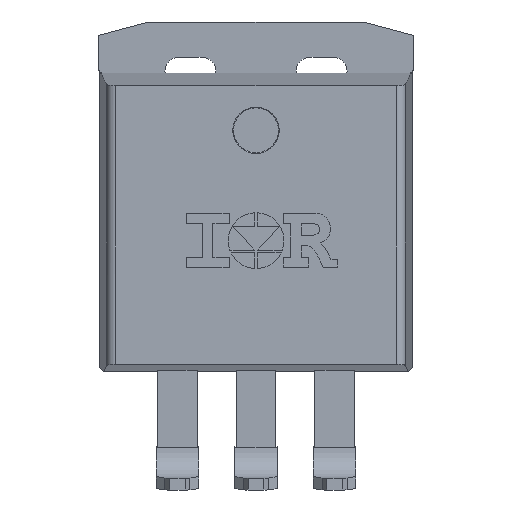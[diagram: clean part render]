
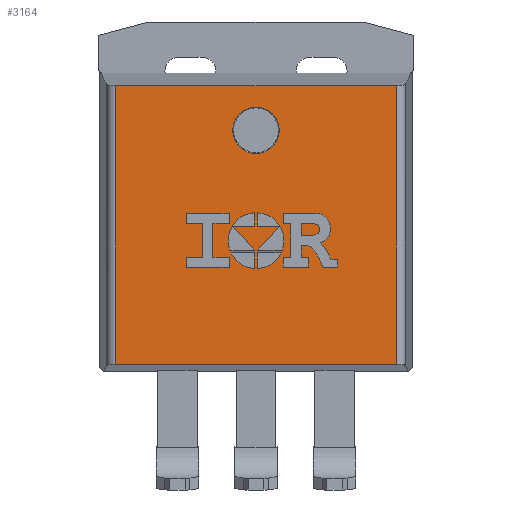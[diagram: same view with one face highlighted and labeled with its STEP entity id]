
A CAD part, left-side view. The second image highlights one B-rep face of the part: STEP entity #3164.
In plain terms, the highlighted planar face has unit normal (-1, 0, 0).
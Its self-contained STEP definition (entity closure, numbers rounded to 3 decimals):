
#62=FACE_BOUND('',#506,.T.);
#157=PLANE('',#3420);
#325=FACE_OUTER_BOUND('',#505,.T.);
#505=EDGE_LOOP('',(#2745,#2746,#2747,#2748));
#506=EDGE_LOOP('',(#2749));
#810=LINE('',#5060,#1166);
#812=LINE('',#5066,#1168);
#813=LINE('',#5068,#1169);
#814=LINE('',#5069,#1170);
#1166=VECTOR('',#4138,1000.);
#1168=VECTOR('',#4144,1000.);
#1169=VECTOR('',#4145,1000.);
#1170=VECTOR('',#4146,1000.);
#1331=CIRCLE('',#3416,0.75);
#1560=VERTEX_POINT('',#5048);
#1564=VERTEX_POINT('',#5057);
#1565=VERTEX_POINT('',#5059);
#1567=VERTEX_POINT('',#5065);
#1568=VERTEX_POINT('',#5067);
#1968=EDGE_CURVE('',#1560,#1560,#1331,.T.);
#1972=EDGE_CURVE('',#1564,#1565,#810,.T.);
#1975=EDGE_CURVE('',#1564,#1567,#812,.T.);
#1976=EDGE_CURVE('',#1567,#1568,#813,.T.);
#1977=EDGE_CURVE('',#1568,#1565,#814,.T.);
#2745=ORIENTED_EDGE('',*,*,#1972,.F.);
#2746=ORIENTED_EDGE('',*,*,#1975,.T.);
#2747=ORIENTED_EDGE('',*,*,#1976,.T.);
#2748=ORIENTED_EDGE('',*,*,#1977,.T.);
#2749=ORIENTED_EDGE('',*,*,#1968,.F.);
#3164=ADVANCED_FACE('',(#325,#62),#157,.T.);
#3416=AXIS2_PLACEMENT_3D('',#5050,#4130,#4131);
#3420=AXIS2_PLACEMENT_3D('',#5064,#4142,#4143);
#4130=DIRECTION('center_axis',(-1.,0.,0.));
#4131=DIRECTION('ref_axis',(0.,-1.,0.));
#4138=DIRECTION('',(0.,1.,0.));
#4142=DIRECTION('center_axis',(-1.,0.,0.));
#4143=DIRECTION('ref_axis',(0.,-1.,0.));
#4144=DIRECTION('',(0.,0.,1.));
#4145=DIRECTION('',(0.,1.,0.));
#4146=DIRECTION('',(0.,0.,-1.));
#5048=CARTESIAN_POINT('',(-0.91,0.75,11.63));
#5050=CARTESIAN_POINT('Origin',(-0.91,0.,
11.63));
#5057=CARTESIAN_POINT('',(-0.91,-4.532,4.063));
#5059=CARTESIAN_POINT('',(-0.91,4.532,4.063));
#5060=CARTESIAN_POINT('',(-0.91,-5.055,4.063));
#5064=CARTESIAN_POINT('Origin',(-0.91,0.,0.));
#5065=CARTESIAN_POINT('',(-0.91,-4.532,13.075));
#5066=CARTESIAN_POINT('',(-0.91,-4.532,13.075));
#5067=CARTESIAN_POINT('',(-0.91,4.532,13.075));
#5068=CARTESIAN_POINT('',(-0.91,-5.055,13.075));
#5069=CARTESIAN_POINT('',(-0.91,4.532,4.063));
